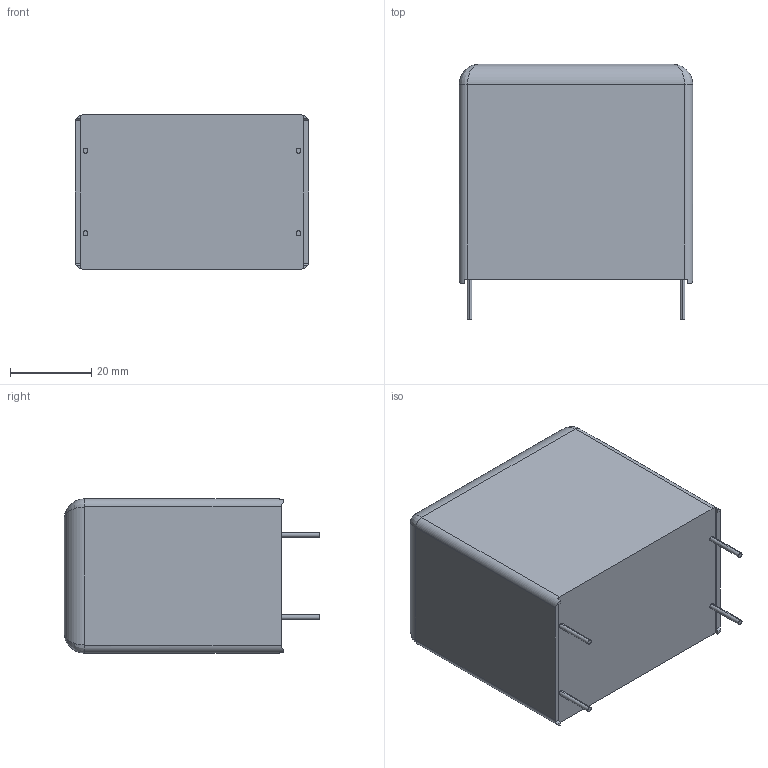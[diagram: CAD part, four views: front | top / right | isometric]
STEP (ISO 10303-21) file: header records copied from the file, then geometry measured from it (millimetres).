
FILE_DESCRIPTION (( 'STEP AP203' ), '1' );
FILE_NAME ('DC_Link_38x52.5x57.5_4pins20.3.STEP', '2022-04-05T08:58:05', ( '' ), ( '' ), 'SwSTEP 2.0', 'SolidWorks 2020', '' );
FILE_SCHEMA (( 'CONFIG_CONTROL_DESIGN' ));
Length unit declared in the file: millimetre
Products named in the file (1): DC_Link_38x52.5x57.5_4pins20.3
Bounding box: 57.5 x 63 x 38 mm (x, y, z)
Volume: 114747 mm3; surface area: 14121.2 mm2
Topology: 1 solids, 1 shells, 42 faces, 100 edges, 60 vertices
Faces by surface type: plane 22, cylinder 16, bspline 4
Entity records: 1401 total; most frequent: CARTESIAN_POINT 399, DIRECTION 194, ORIENTED_EDGE 192, EDGE_CURVE 96, AXIS2_PLACEMENT_3D 71, VERTEX_POINT 60, VECTOR 52, LINE 52
